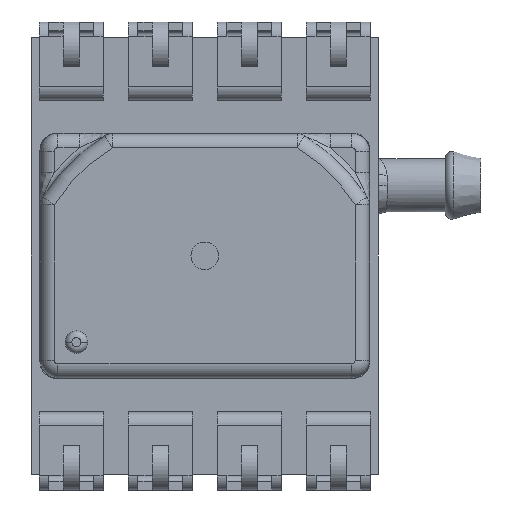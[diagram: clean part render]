
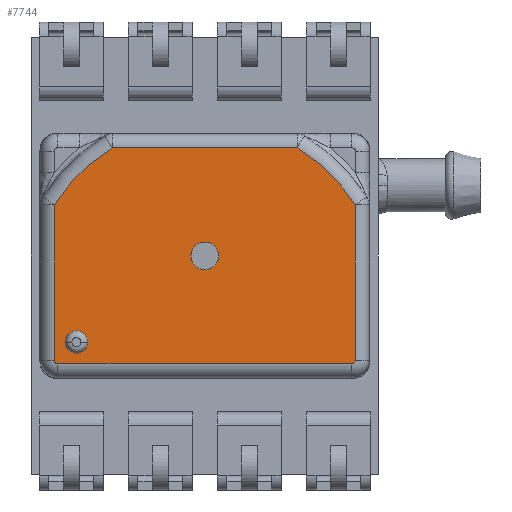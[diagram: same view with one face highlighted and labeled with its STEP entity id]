
A CAD part, front view. The second image highlights one B-rep face of the part: STEP entity #7744.
In plain terms, the highlighted planar face has unit normal (0, -1, 0).
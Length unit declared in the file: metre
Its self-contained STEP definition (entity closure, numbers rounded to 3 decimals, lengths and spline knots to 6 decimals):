
#291=LINE('',#12136,#923);
#292=LINE('',#12145,#924);
#293=LINE('',#12152,#925);
#294=LINE('',#12154,#926);
#923=VECTOR('',#9290,1.);
#924=VECTOR('',#9303,1.);
#925=VECTOR('',#9314,1.);
#926=VECTOR('',#9317,1.);
#1642=PLANE('',#8308);
#2030=ORIENTED_EDGE('',*,*,#4176,.F.);
#2031=ORIENTED_EDGE('',*,*,#4180,.F.);
#2032=ORIENTED_EDGE('',*,*,#4182,.F.);
#2033=ORIENTED_EDGE('',*,*,#4264,.T.);
#2034=ORIENTED_EDGE('',*,*,#4261,.T.);
#2035=ORIENTED_EDGE('',*,*,#4259,.T.);
#2036=ORIENTED_EDGE('',*,*,#4256,.T.);
#2037=ORIENTED_EDGE('',*,*,#4252,.T.);
#2038=ORIENTED_EDGE('',*,*,#4266,.T.);
#2039=ORIENTED_EDGE('',*,*,#4200,.T.);
#2040=ORIENTED_EDGE('',*,*,#4265,.T.);
#4176=EDGE_CURVE('',#5324,#5325,#6062,.T.);
#4180=EDGE_CURVE('',#5325,#5324,#6066,.T.);
#4182=EDGE_CURVE('',#5328,#5328,#6068,.T.);
#4200=EDGE_CURVE('',#5341,#5340,#6078,.T.);
#4252=EDGE_CURVE('',#5374,#5371,#6102,.T.);
#4256=EDGE_CURVE('',#5375,#5374,#291,.T.);
#4259=EDGE_CURVE('',#5376,#5375,#6108,.T.);
#4261=EDGE_CURVE('',#5377,#5376,#292,.T.);
#4264=EDGE_CURVE('',#5378,#5377,#6112,.T.);
#4265=EDGE_CURVE('',#5340,#5378,#293,.T.);
#4266=EDGE_CURVE('',#5371,#5341,#294,.T.);
#5324=VERTEX_POINT('',#11520);
#5325=VERTEX_POINT('',#11522);
#5328=VERTEX_POINT('',#11535);
#5340=VERTEX_POINT('',#11703);
#5341=VERTEX_POINT('',#11707);
#5371=VERTEX_POINT('',#12117);
#5374=VERTEX_POINT('',#12129);
#5375=VERTEX_POINT('',#12135);
#5376=VERTEX_POINT('',#12139);
#5377=VERTEX_POINT('',#12144);
#5378=VERTEX_POINT('',#12148);
#6062=CIRCLE('',#8223,0.00032);
#6066=CIRCLE('',#8229,0.00032);
#6068=CIRCLE('',#8233,0.000395);
#6078=CIRCLE('',#8249,0.00507);
#6102=CIRCLE('',#8291,0.00507);
#6108=CIRCLE('',#8300,0.000094);
#6112=CIRCLE('',#8306,0.000094);
#6519=EDGE_LOOP('',(#2030,#2031));
#6520=EDGE_LOOP('',(#2032));
#6521=EDGE_LOOP('',(#2033,#2034,#2035,#2036,#2037,#2038,#2039,#2040));
#7129=FACE_BOUND('',#6519,.T.);
#7130=FACE_BOUND('',#6520,.T.);
#7131=FACE_BOUND('',#6521,.T.);
#7744=ADVANCED_FACE('',(#7129,#7130,#7131),#1642,.T.);
#8223=AXIS2_PLACEMENT_3D('',#11521,#9114,#9115);
#8229=AXIS2_PLACEMENT_3D('',#11529,#9126,#9127);
#8233=AXIS2_PLACEMENT_3D('',#11534,#9134,#9135);
#8249=AXIS2_PLACEMENT_3D('',#11706,#9171,#9172);
#8291=AXIS2_PLACEMENT_3D('',#12128,#9278,#9279);
#8300=AXIS2_PLACEMENT_3D('',#12141,#9297,#9298);
#8306=AXIS2_PLACEMENT_3D('',#12150,#9310,#9311);
#8308=AXIS2_PLACEMENT_3D('',#12153,#9315,#9316);
#9114=DIRECTION('',(0.,-1.,0.));
#9115=DIRECTION('',(-1.,0.,0.));
#9126=DIRECTION('',(0.,-1.,0.));
#9127=DIRECTION('',(1.,0.,0.));
#9134=DIRECTION('',(0.,-1.,0.));
#9135=DIRECTION('',(0.,0.,-1.));
#9171=DIRECTION('',(0.,-1.,0.));
#9172=DIRECTION('',(-0.52,0.,0.854));
#9278=DIRECTION('',(0.,-1.,0.));
#9279=DIRECTION('',(0.845,0.,0.535));
#9290=DIRECTION('',(0.,0.,1.));
#9297=DIRECTION('',(0.,-1.,0.));
#9298=DIRECTION('',(0.,0.,-1.));
#9303=DIRECTION('',(1.,0.,0.));
#9310=DIRECTION('',(0.,-1.,0.));
#9311=DIRECTION('',(-1.,0.,0.));
#9314=DIRECTION('',(0.,0.,-1.));
#9315=DIRECTION('',(0.,-1.,0.));
#9316=DIRECTION('',(1.,0.,0.));
#9317=DIRECTION('',(-1.,0.,0.));
#11520=CARTESIAN_POINT('',(-0.004146,0.00079,-0.002295));
#11521=CARTESIAN_POINT('',(-0.003826,0.00079,-0.002295));
#11522=CARTESIAN_POINT('',(-0.003506,0.00079,-0.002295));
#11529=CARTESIAN_POINT('',(-0.003826,0.00079,-0.002295));
#11534=CARTESIAN_POINT('',(-0.000166,0.00079,0.000165));
#11535=CARTESIAN_POINT('',(-0.000166,0.00079,-0.00023));
#11703=CARTESIAN_POINT('',(-0.004451,0.00079,0.001626));
#11706=CARTESIAN_POINT('',(-0.000166,0.00079,-0.001085));
#11707=CARTESIAN_POINT('',(-0.002805,0.00079,0.003244));
#12117=CARTESIAN_POINT('',(0.002472,0.00079,0.003244));
#12128=CARTESIAN_POINT('',(-0.000166,0.00079,-0.001085));
#12129=CARTESIAN_POINT('',(0.004118,0.00079,0.001626));
#12135=CARTESIAN_POINT('',(0.004118,0.00079,-0.00282));
#12136=CARTESIAN_POINT('',(0.004118,0.00079,-0.00282));
#12139=CARTESIAN_POINT('',(0.004024,0.00079,-0.002915));
#12141=CARTESIAN_POINT('',(0.004024,0.00079,-0.00282));
#12144=CARTESIAN_POINT('',(-0.004356,0.00079,-0.002915));
#12145=CARTESIAN_POINT('',(-0.004356,0.00079,-0.002915));
#12148=CARTESIAN_POINT('',(-0.004451,0.00079,-0.00282));
#12150=CARTESIAN_POINT('',(-0.004356,0.00079,-0.00282));
#12152=CARTESIAN_POINT('',(-0.004451,0.00079,0.001626));
#12153=CARTESIAN_POINT('',(-0.000166,0.00079,0.000165));
#12154=CARTESIAN_POINT('',(0.002472,0.00079,0.003244));
